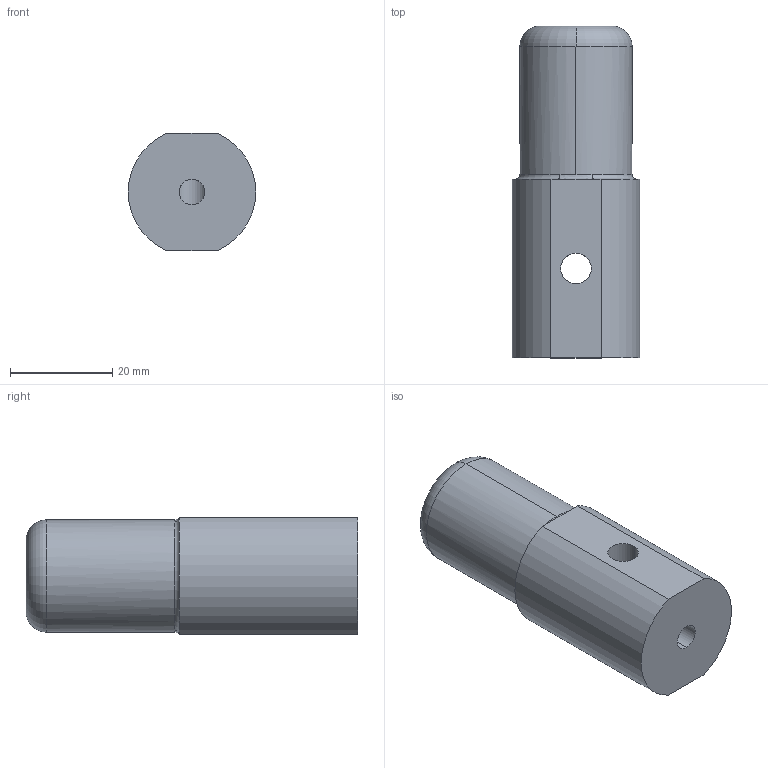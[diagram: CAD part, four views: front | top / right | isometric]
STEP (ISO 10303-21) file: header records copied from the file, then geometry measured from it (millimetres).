
FILE_DESCRIPTION (( 'STEP AP214' ), '1' );
FILE_NAME ('Liaison Rotule - Perche.STEP', '2020-06-17T15:46:31', ( '' ), ( '' ), 'SwSTEP 2.0', 'SolidWorks 2016', '' );
FILE_SCHEMA (( 'AUTOMOTIVE_DESIGN' ));
Length unit declared in the file: millimetre
Products named in the file (1): Liaison Rotule - Perche
Bounding box: 25 x 65 x 23 mm (x, y, z)
Volume: 26979.2 mm3; surface area: 6177.4 mm2
Topology: 1 solids, 1 shells, 20 faces, 48 edges, 30 vertices
Faces by surface type: cylinder 8, plane 6, torus 4, bspline 2
Entity records: 800 total; most frequent: CARTESIAN_POINT 267, DIRECTION 104, ORIENTED_EDGE 96, EDGE_CURVE 48, AXIS2_PLACEMENT_3D 43, VERTEX_POINT 30, CIRCLE 24, EDGE_LOOP 24
